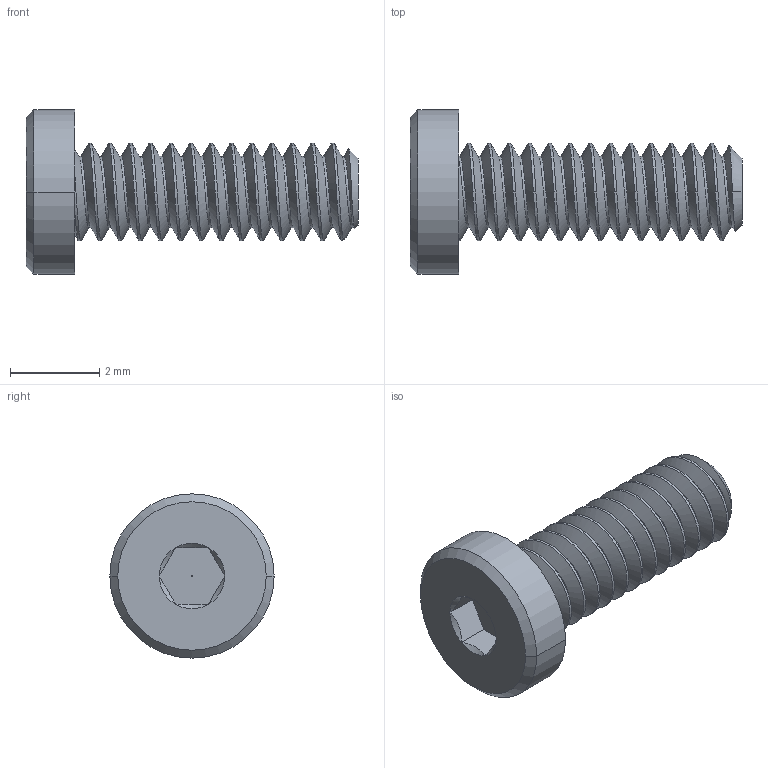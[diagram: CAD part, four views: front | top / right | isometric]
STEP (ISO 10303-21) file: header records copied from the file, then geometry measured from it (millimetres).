
FILE_DESCRIPTION (( 'STEP AP203' ), '1' );
FILE_NAME ('92220A311.STEP', '2019-01-18T14:38:21', ( '' ), ( '' ), 'SwSTEP 2.0', 'SolidWorks 2014', '' );
FILE_SCHEMA (( 'CONFIG_CONTROL_DESIGN' ));
Length unit declared in the file: inch
Products named in the file (1): 92220A311
Bounding box: 7.44 x 3.68 x 3.68 mm (x, y, z)
Volume: 28.4 mm3; surface area: 100.3 mm2
Topology: 1 solids, 1 shells, 56 faces, 141 edges, 88 vertices
Faces by surface type: cylinder 30, cone 13, plane 10, bspline 3
Entity records: 3458 total; most frequent: CARTESIAN_POINT 2246, ORIENTED_EDGE 278, DIRECTION 194, EDGE_CURVE 139, VERTEX_POINT 88, AXIS2_PLACEMENT_3D 73, EDGE_LOOP 59, FACE_OUTER_BOUND 56
